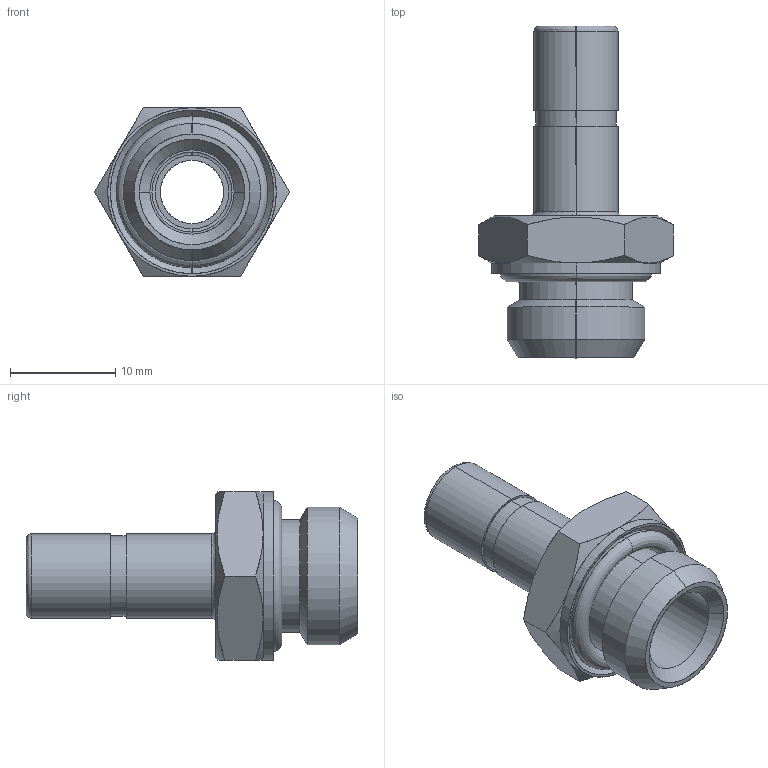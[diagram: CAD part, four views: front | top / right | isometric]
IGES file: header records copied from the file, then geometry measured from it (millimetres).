
Start section: SolidWorks IGES file using analytic representation for surfaces
Global section: file name: 6060000010A.IGS; native system: SolidWorks 2015; preprocessor: SolidWorks 2015; author: cad06; date: 150706.172031; units: millimetre
Bounding box: 18.48 x 31.5 x 16 mm (x, y, z)
Surface area: 2326.5 mm2 (no closed solid volume)
Topology: 0 solids, 0 shells, 62 faces, 844 edges, 844 vertices
Faces by surface type: revolution 32, bspline 30
